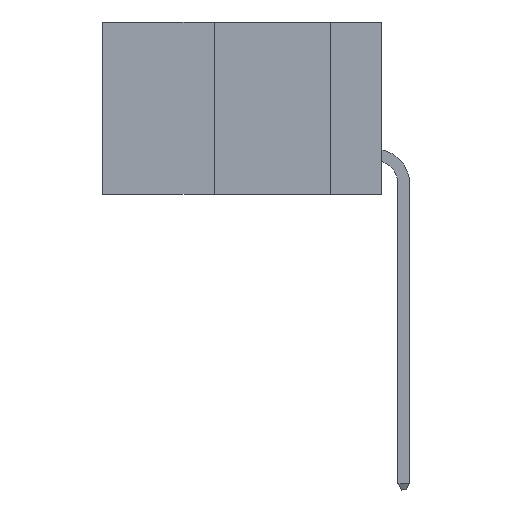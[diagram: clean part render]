
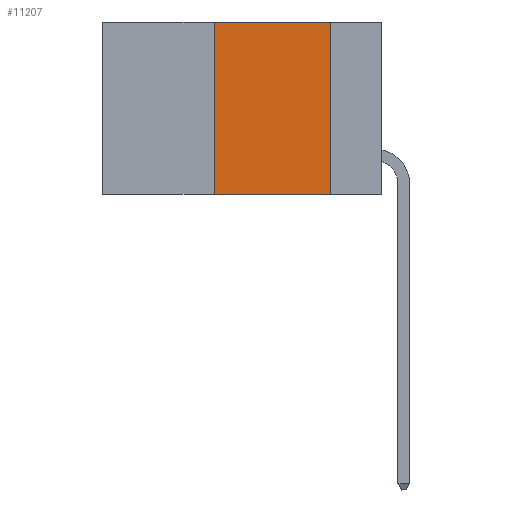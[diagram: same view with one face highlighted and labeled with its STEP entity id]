
A CAD part, left-side view. The second image highlights one B-rep face of the part: STEP entity #11207.
In plain terms, the highlighted planar face has unit normal (-1, 0, 0).
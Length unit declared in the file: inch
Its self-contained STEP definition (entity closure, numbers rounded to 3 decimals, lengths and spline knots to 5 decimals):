
#17 = CARTESIAN_POINT ( 'NONE',  ( 0., 0.11, 0. ) ) ;
#314 = AXIS2_PLACEMENT_3D ( 'NONE', #4669, #4761, #13034 ) ;
#409 = LINE ( 'NONE', #8580, #600 ) ;
#600 = VECTOR ( 'NONE', #10071, 39.37008 ) ;
#833 = ORIENTED_EDGE ( 'NONE', *, *, #3570, .F. ) ;
#1137 = LINE ( 'NONE', #2301, #7898 ) ;
#1928 = VERTEX_POINT ( 'NONE', #8997 ) ;
#2301 = CARTESIAN_POINT ( 'NONE',  ( 0., 0.11, 0. ) ) ;
#2529 = DIRECTION ( 'NONE',  ( 0., 0., 1. ) ) ;
#3433 = EDGE_CURVE ( 'NONE', #1928, #10455, #12113, .T. ) ;
#3570 = EDGE_CURVE ( 'NONE', #7918, #9418, #409, .T. ) ;
#3669 = PLANE ( 'NONE',  #314 ) ;
#4669 = CARTESIAN_POINT ( 'NONE',  ( 0., 0.6, 0. ) ) ;
#4761 = DIRECTION ( 'NONE',  ( 1., 0., 0. ) ) ;
#5928 = VECTOR ( 'NONE', #5964, 39.37008 ) ;
#5964 = DIRECTION ( 'NONE',  ( 0., -1., 0. ) ) ;
#7791 = CARTESIAN_POINT ( 'NONE',  ( 0., 0.36, 0. ) ) ;
#7898 = VECTOR ( 'NONE', #11494, 39.37008 ) ;
#7918 = VERTEX_POINT ( 'NONE', #10579 ) ;
#8446 = CARTESIAN_POINT ( 'NONE',  ( 0., 0.6, -0.37 ) ) ;
#8580 = CARTESIAN_POINT ( 'NONE',  ( 0., 0.6, 0. ) ) ;
#8997 = CARTESIAN_POINT ( 'NONE',  ( 0., 0.36, -0.37 ) ) ;
#9418 = VERTEX_POINT ( 'NONE', #17 ) ;
#10071 = DIRECTION ( 'NONE',  ( 0., -1., 0. ) ) ;
#10316 = VECTOR ( 'NONE', #2529, 39.37008 ) ;
#10455 = VERTEX_POINT ( 'NONE', #12636 ) ;
#10484 = FACE_OUTER_BOUND ( 'NONE', #14606, .T. ) ;
#10579 = CARTESIAN_POINT ( 'NONE',  ( 0., 0.36, 0. ) ) ;
#11207 = ADVANCED_FACE ( 'NONE', ( #10484 ), #3669, .F. ) ;
#11494 = DIRECTION ( 'NONE',  ( 0., 0., -1. ) ) ;
#11606 = EDGE_CURVE ( 'NONE', #9418, #10455, #1137, .T. ) ;
#11848 = ORIENTED_EDGE ( 'NONE', *, *, #11606, .F. ) ;
#12021 = ORIENTED_EDGE ( 'NONE', *, *, #14313, .F. ) ;
#12113 = LINE ( 'NONE', #8446, #5928 ) ;
#12636 = CARTESIAN_POINT ( 'NONE',  ( 0., 0.11, -0.37 ) ) ;
#12843 = ORIENTED_EDGE ( 'NONE', *, *, #3433, .T. ) ;
#13034 = DIRECTION ( 'NONE',  ( 0., 0., -1. ) ) ;
#13798 = LINE ( 'NONE', #7791, #10316 ) ;
#14313 = EDGE_CURVE ( 'NONE', #1928, #7918, #13798, .T. ) ;
#14606 = EDGE_LOOP ( 'NONE', ( #11848, #833, #12021, #12843 ) ) ;
